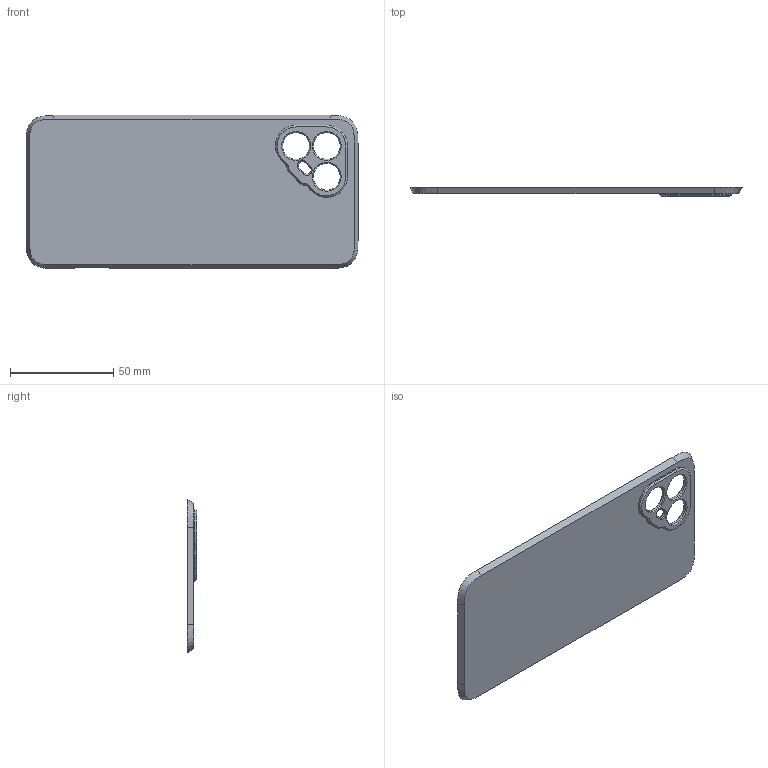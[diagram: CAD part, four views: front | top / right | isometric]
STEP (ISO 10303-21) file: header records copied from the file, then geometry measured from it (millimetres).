
FILE_DESCRIPTION((''),'2;1');
FILE_NAME('REARCOVER_PRINT_TWOPARTS','2023-08-26T18:56:15',('andre'),(''),'CREO PARAMETRIC BY PTC INC, 2022073','CREO PARAMETRIC BY PTC INC, 2022073','');
FILE_SCHEMA(('CONFIG_CONTROL_DESIGN'));
Length unit declared in the file: millimetre
Products named in the file (1): REARCOVER_PRINT_TWOPARTS
Bounding box: 160.5 x 4.5 x 74 mm (x, y, z)
Volume: 12327 mm3; surface area: 24939.5 mm2
Topology: 2 solids, 2 shells, 189 faces, 470 edges, 300 vertices
Faces by surface type: plane 130, cone 26, cylinder 25, bspline 8
Entity records: 6103 total; most frequent: CARTESIAN_POINT 1568, ORIENTED_EDGE 940, DIRECTION 876, EDGE_CURVE 470, VECTOR 374, LINE 374, VERTEX_POINT 300, AXIS2_PLACEMENT_3D 251
